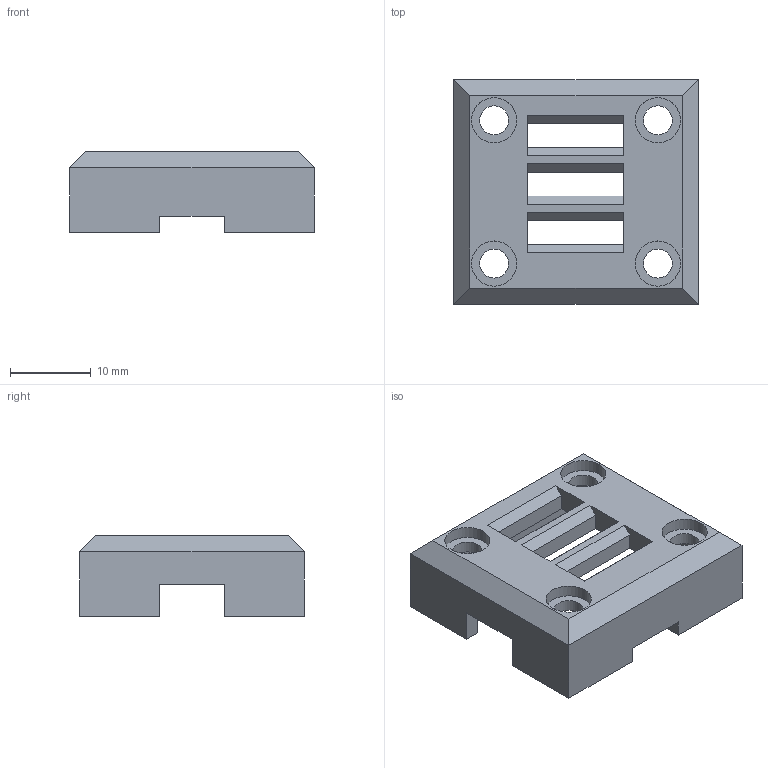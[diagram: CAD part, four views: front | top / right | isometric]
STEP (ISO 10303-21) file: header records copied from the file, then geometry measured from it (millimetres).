
FILE_DESCRIPTION(/* description */ (''),/* implementation_level */ '2;1');
FILE_NAME(/* name */ 'co2-top.step',/* time_stamp */ '2023-12-28T19:21:11+09:00',/* author */ (''),/* organization */ (''),/* preprocessor_version */ 'ST-DEVELOPER v20',/* originating_system */ 'Autodesk Translation Framework v12.14.0.127',/* authorisation */ '');
FILE_SCHEMA (('AUTOMOTIVE_DESIGN { 1 0 10303 214 3 1 1 }'));
Length unit declared in the file: millimetre
Products named in the file (1): 5187 SCD-40 C02 Sensor
Bounding box: 30.4 x 27.86 x 10.04 mm (x, y, z)
Volume: 3133.5 mm3; surface area: 3395.5 mm2
Topology: 1 solids, 1 shells, 68 faces, 182 edges, 120 vertices
Faces by surface type: plane 60, cylinder 8
Full cylindrical faces by diameter (mm): 3.6 x4, 5.6 x4
Entity records: 2140 total; most frequent: CARTESIAN_POINT 371, ORIENTED_EDGE 364, DIRECTION 336, EDGE_CURVE 182, LINE 166, VECTOR 166, VERTEX_POINT 120, EDGE_LOOP 86
